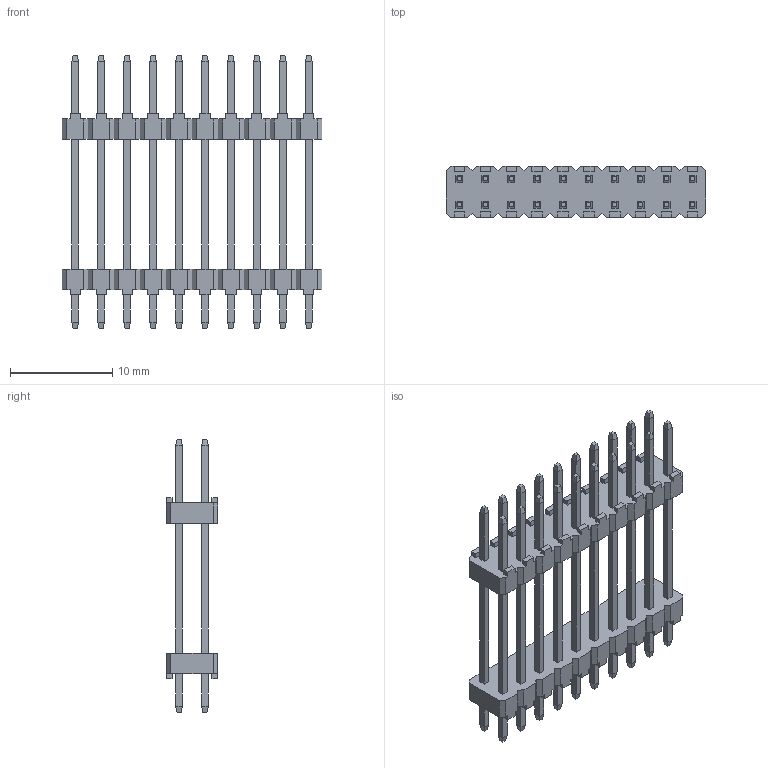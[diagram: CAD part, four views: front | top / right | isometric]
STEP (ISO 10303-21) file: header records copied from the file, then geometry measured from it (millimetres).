
FILE_DESCRIPTION(/* description */ (''),/* implementation_level */ '2;1');
FILE_NAME(/* name */ '150-21-020-xx--Dummy.stp',/* time_stamp */ '2022-04-22T11:29:56+02:00',/* author */ ('Andreas.Larin'),/* organization */ (''),/* preprocessor_version */ 'ST-DEVELOPER v15.6',/* originating_system */ 'Autodesk Inventor 2015',/* authorisation */ '');
FILE_SCHEMA (('AUTOMOTIVE_DESIGN { 1 0 10303 214 3 1 1 }'));
Length unit declared in the file: millimetre
Products named in the file (1): 150-21-020-xx
Bounding box: 25.4 x 5 x 26.7 mm (x, y, z)
Volume: 684.5 mm3; surface area: 1933.3 mm2
Topology: 1 solids, 1 shells, 728 faces, 1892 edges, 1208 vertices
Faces by surface type: plane 728
Entity records: 21676 total; most frequent: CARTESIAN_POINT 3829, ORIENTED_EDGE 3784, DIRECTION 3350, LINE 1892, VECTOR 1892, EDGE_CURVE 1892, VERTEX_POINT 1208, EDGE_LOOP 808
